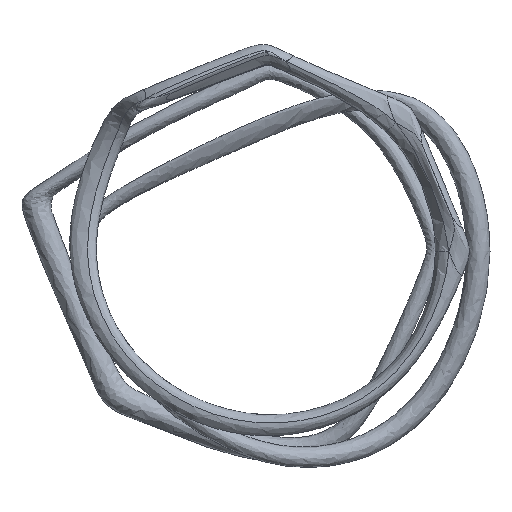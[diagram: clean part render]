
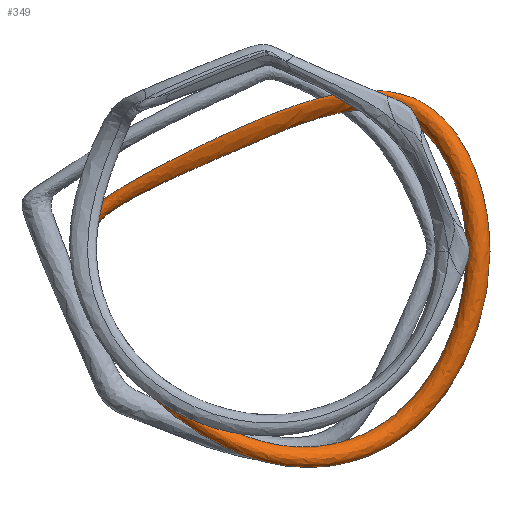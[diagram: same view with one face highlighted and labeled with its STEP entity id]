
A CAD part, front view. The second image highlights one B-rep face of the part: STEP entity #349.
In plain terms, the highlighted free-form (B-spline) face has degree [3, 3] with [11, 7] control points.
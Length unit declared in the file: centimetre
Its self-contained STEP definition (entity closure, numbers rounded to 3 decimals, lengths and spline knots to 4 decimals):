
#41=FACE_OUTER_BOUND('',#65,.T.);
#65=EDGE_LOOP('',(#295,#296,#297,#298));
#115=(
BOUNDED_CURVE()
B_SPLINE_CURVE(3,(#7149,#7150,#7151,#7152,#7153,#7154,#7155,#7156,#7157,
#7158,#7159),.UNSPECIFIED.,.T.,.F.)
B_SPLINE_CURVE_WITH_KNOTS((4,1,1,1,1,1,1,1,4),(0.,1.,2.,3.,4.,5.,6.,7.,
8.),.UNSPECIFIED.)
CURVE()
GEOMETRIC_REPRESENTATION_ITEM()
RATIONAL_B_SPLINE_CURVE((1.,1.,1.,1.,1.,1.,1.,1.,1.,1.,1.))
REPRESENTATION_ITEM('')
);
#116=(
BOUNDED_CURVE()
B_SPLINE_CURVE(3,(#7160,#7161,#7162,#7163,#7164,#7165,#7166),
 .UNSPECIFIED.,.T.,.F.)
B_SPLINE_CURVE_WITH_KNOTS((4,1,1,1,4),(0.,1.,2.,3.,4.),.UNSPECIFIED.)
CURVE()
GEOMETRIC_REPRESENTATION_ITEM()
RATIONAL_B_SPLINE_CURVE((1.,1.,1.,1.,1.,1.,1.))
REPRESENTATION_ITEM('')
);
#145=VERTEX_POINT('',#7148);
#195=EDGE_CURVE('',#145,#145,#115,.T.);
#196=EDGE_CURVE('',#145,#145,#116,.T.);
#295=ORIENTED_EDGE('',*,*,#195,.T.);
#296=ORIENTED_EDGE('',*,*,#196,.T.);
#297=ORIENTED_EDGE('',*,*,#195,.F.);
#298=ORIENTED_EDGE('',*,*,#196,.F.);
#325=(
BOUNDED_SURFACE()
B_SPLINE_SURFACE(3,3,((#7071,#7072,#7073,#7074,#7075,#7076,#7077),(#7078,
#7079,#7080,#7081,#7082,#7083,#7084),(#7085,#7086,#7087,#7088,#7089,#7090,
#7091),(#7092,#7093,#7094,#7095,#7096,#7097,#7098),(#7099,#7100,#7101,#7102,
#7103,#7104,#7105),(#7106,#7107,#7108,#7109,#7110,#7111,#7112),(#7113,#7114,
#7115,#7116,#7117,#7118,#7119),(#7120,#7121,#7122,#7123,#7124,#7125,#7126),
(#7127,#7128,#7129,#7130,#7131,#7132,#7133),(#7134,#7135,#7136,#7137,#7138,
#7139,#7140),(#7141,#7142,#7143,#7144,#7145,#7146,#7147)),.UNSPECIFIED.,
 .T.,.T.,.F.)
B_SPLINE_SURFACE_WITH_KNOTS((4,1,1,1,1,1,1,1,4),(4,1,1,1,4),(0.,1.,2.,3.,
4.,5.,6.,7.,8.),(0.,1.,2.,3.,4.),.UNSPECIFIED.)
GEOMETRIC_REPRESENTATION_ITEM()
RATIONAL_B_SPLINE_SURFACE(((1.,1.,1.,1.,1.,1.,1.),(1.,1.,1.,1.,1.,1.,1.),
(1.,1.,1.,1.,1.,1.,1.),(1.,1.,1.,1.,1.,1.,
1.),(1.,1.,1.,1.,1.,1.,1.),(1.,1.,1.,1.,
1.,1.,1.),(1.,1.,1.,1.,1.,
1.,1.),(1.,1.,1.,1.,1.,1.,1.),(1.,1.,1.,1.,
1.,1.,1.),(1.,1.,1.,1.,1.,1.,1.),(1.,1.,1.,1.,1.,1.,1.)))
REPRESENTATION_ITEM('')
SURFACE()
);
#349=ADVANCED_FACE('',(#41),#325,.T.);
#7071=CARTESIAN_POINT('Ctrl Pts',(73.7013,57.9967,0.));
#7072=CARTESIAN_POINT('Ctrl Pts',(73.7013,59.9688,0.));
#7073=CARTESIAN_POINT('Ctrl Pts',(69.7571,63.9129,0.));
#7074=CARTESIAN_POINT('Ctrl Pts',(63.8408,57.9967,0.));
#7075=CARTESIAN_POINT('Ctrl Pts',(69.7571,52.0804,0.));
#7076=CARTESIAN_POINT('Ctrl Pts',(73.7013,56.0246,0.));
#7077=CARTESIAN_POINT('Ctrl Pts',(73.7013,57.9967,0.));
#7078=CARTESIAN_POINT('Ctrl Pts',(73.7013,60.1133,-21.6349));
#7079=CARTESIAN_POINT('Ctrl Pts',(73.7013,62.0854,-21.6349));
#7080=CARTESIAN_POINT('Ctrl Pts',(69.7571,66.0296,-20.6047));
#7081=CARTESIAN_POINT('Ctrl Pts',(63.8408,60.1133,-19.0593));
#7082=CARTESIAN_POINT('Ctrl Pts',(69.7571,54.1971,-20.6047));
#7083=CARTESIAN_POINT('Ctrl Pts',(73.7013,58.1412,-21.6349));
#7084=CARTESIAN_POINT('Ctrl Pts',(73.7013,60.1133,-21.6349));
#7085=CARTESIAN_POINT('Ctrl Pts',(55.7783,68.58,-64.9047));
#7086=CARTESIAN_POINT('Ctrl Pts',(55.7783,70.5521,-64.9047));
#7087=CARTESIAN_POINT('Ctrl Pts',(52.6876,74.4963,-61.814));
#7088=CARTESIAN_POINT('Ctrl Pts',(48.0516,68.58,-57.178));
#7089=CARTESIAN_POINT('Ctrl Pts',(52.6876,62.6637,-61.814));
#7090=CARTESIAN_POINT('Ctrl Pts',(55.7783,66.6079,-64.9047));
#7091=CARTESIAN_POINT('Ctrl Pts',(55.7783,68.58,-64.9047));
#7092=CARTESIAN_POINT('Ctrl Pts',(0.,43.18,-78.5929));
#7093=CARTESIAN_POINT('Ctrl Pts',(0.,44.8686,
-78.5929));
#7094=CARTESIAN_POINT('Ctrl Pts',(0.,48.2457,
-74.8504));
#7095=CARTESIAN_POINT('Ctrl Pts',(0.,43.18,
-69.2366));
#7096=CARTESIAN_POINT('Ctrl Pts',(0.,38.1143,
-74.8504));
#7097=CARTESIAN_POINT('Ctrl Pts',(0.,41.4914,
-78.5929));
#7098=CARTESIAN_POINT('Ctrl Pts',(0.,43.18,-78.5929));
#7099=CARTESIAN_POINT('Ctrl Pts',(-52.7456,43.2342,-39.3348));
#7100=CARTESIAN_POINT('Ctrl Pts',(-52.7456,44.5275,-39.3348));
#7101=CARTESIAN_POINT('Ctrl Pts',(-50.7186,47.1142,-37.3078));
#7102=CARTESIAN_POINT('Ctrl Pts',(-47.6782,43.2342,-34.2674));
#7103=CARTESIAN_POINT('Ctrl Pts',(-50.7186,39.3542,-37.3078));
#7104=CARTESIAN_POINT('Ctrl Pts',(-52.7456,41.9408,-39.3348));
#7105=CARTESIAN_POINT('Ctrl Pts',(-52.7456,43.2342,-39.3348));
#7106=CARTESIAN_POINT('Ctrl Pts',(-70.377,68.6342,3.2312));
#7107=CARTESIAN_POINT('Ctrl Pts',(-70.377,69.9275,3.2312));
#7108=CARTESIAN_POINT('Ctrl Pts',(-67.5104,72.5142,3.2312));
#7109=CARTESIAN_POINT('Ctrl Pts',(-63.2106,68.6342,3.2312));
#7110=CARTESIAN_POINT('Ctrl Pts',(-67.5104,64.7542,3.2312));
#7111=CARTESIAN_POINT('Ctrl Pts',(-70.377,67.3408,3.2312));
#7112=CARTESIAN_POINT('Ctrl Pts',(-70.377,68.6342,3.2312));
#7113=CARTESIAN_POINT('Ctrl Pts',(-52.7456,68.6342,20.3971));
#7114=CARTESIAN_POINT('Ctrl Pts',(-52.7456,69.9275,20.3971));
#7115=CARTESIAN_POINT('Ctrl Pts',(-50.7186,72.5142,18.3702));
#7116=CARTESIAN_POINT('Ctrl Pts',(-47.6782,68.6342,15.3297));
#7117=CARTESIAN_POINT('Ctrl Pts',(-50.7186,64.7542,18.3702));
#7118=CARTESIAN_POINT('Ctrl Pts',(-52.7456,67.3408,20.3971));
#7119=CARTESIAN_POINT('Ctrl Pts',(-52.7456,68.6342,20.3971));
#7120=CARTESIAN_POINT('Ctrl Pts',(-8.483,55.7275,40.4099));
#7121=CARTESIAN_POINT('Ctrl Pts',(-10.1796,57.2275,38.0285));
#7122=CARTESIAN_POINT('Ctrl Pts',(-10.1796,59.8142,35.162));
#7123=CARTESIAN_POINT('Ctrl Pts',(-10.1796,55.9342,30.8622));
#7124=CARTESIAN_POINT('Ctrl Pts',(0.,50.8143,
49.4504));
#7125=CARTESIAN_POINT('Ctrl Pts',(-6.7864,54.2275,42.7913));
#7126=CARTESIAN_POINT('Ctrl Pts',(-8.483,55.7275,40.4099));
#7127=CARTESIAN_POINT('Ctrl Pts',(55.7783,55.88,64.9047));
#7128=CARTESIAN_POINT('Ctrl Pts',(55.7783,57.8521,64.9047));
#7129=CARTESIAN_POINT('Ctrl Pts',(52.6876,61.7963,61.814));
#7130=CARTESIAN_POINT('Ctrl Pts',(48.0516,55.88,57.178));
#7131=CARTESIAN_POINT('Ctrl Pts',(52.6876,49.9637,61.814));
#7132=CARTESIAN_POINT('Ctrl Pts',(55.7783,53.9079,64.9047));
#7133=CARTESIAN_POINT('Ctrl Pts',(55.7783,55.88,64.9047));
#7134=CARTESIAN_POINT('Ctrl Pts',(73.7013,55.88,21.6349));
#7135=CARTESIAN_POINT('Ctrl Pts',(73.7013,57.8521,21.6349));
#7136=CARTESIAN_POINT('Ctrl Pts',(69.7571,61.7963,20.6047));
#7137=CARTESIAN_POINT('Ctrl Pts',(63.8408,55.88,19.0593));
#7138=CARTESIAN_POINT('Ctrl Pts',(69.7571,49.9637,20.6047));
#7139=CARTESIAN_POINT('Ctrl Pts',(73.7013,53.9079,21.6349));
#7140=CARTESIAN_POINT('Ctrl Pts',(73.7013,55.88,21.6349));
#7141=CARTESIAN_POINT('Ctrl Pts',(73.7013,57.9967,0.));
#7142=CARTESIAN_POINT('Ctrl Pts',(73.7013,59.9688,0.));
#7143=CARTESIAN_POINT('Ctrl Pts',(69.7571,63.9129,0.));
#7144=CARTESIAN_POINT('Ctrl Pts',(63.8408,57.9967,0.));
#7145=CARTESIAN_POINT('Ctrl Pts',(69.7571,52.0804,0.));
#7146=CARTESIAN_POINT('Ctrl Pts',(73.7013,56.0246,0.));
#7147=CARTESIAN_POINT('Ctrl Pts',(73.7013,57.9967,0.));
#7148=CARTESIAN_POINT('',(73.7013,57.9967,0.));
#7149=CARTESIAN_POINT('Ctrl Pts',(73.7013,57.9967,0.));
#7150=CARTESIAN_POINT('Ctrl Pts',(73.7013,60.1133,-21.6349));
#7151=CARTESIAN_POINT('Ctrl Pts',(55.7783,68.58,-64.9047));
#7152=CARTESIAN_POINT('Ctrl Pts',(0.,43.18,-78.5929));
#7153=CARTESIAN_POINT('Ctrl Pts',(-52.7456,43.2342,-39.3348));
#7154=CARTESIAN_POINT('Ctrl Pts',(-70.377,68.6342,3.2312));
#7155=CARTESIAN_POINT('Ctrl Pts',(-52.7456,68.6342,20.3971));
#7156=CARTESIAN_POINT('Ctrl Pts',(-8.483,55.7275,40.4099));
#7157=CARTESIAN_POINT('Ctrl Pts',(55.7783,55.88,64.9047));
#7158=CARTESIAN_POINT('Ctrl Pts',(73.7013,55.88,21.6349));
#7159=CARTESIAN_POINT('Ctrl Pts',(73.7013,57.9967,0.));
#7160=CARTESIAN_POINT('Ctrl Pts',(73.7013,57.9967,0.));
#7161=CARTESIAN_POINT('Ctrl Pts',(73.7013,59.9688,0.));
#7162=CARTESIAN_POINT('Ctrl Pts',(69.7571,63.9129,0.));
#7163=CARTESIAN_POINT('Ctrl Pts',(63.8408,57.9967,0.));
#7164=CARTESIAN_POINT('Ctrl Pts',(69.7571,52.0804,0.));
#7165=CARTESIAN_POINT('Ctrl Pts',(73.7013,56.0246,0.));
#7166=CARTESIAN_POINT('Ctrl Pts',(73.7013,57.9967,0.));
